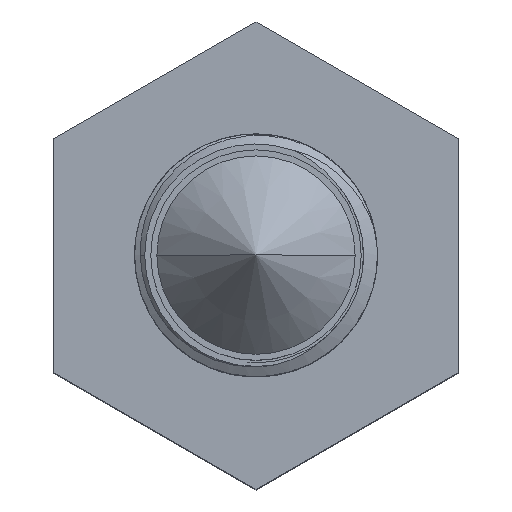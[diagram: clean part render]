
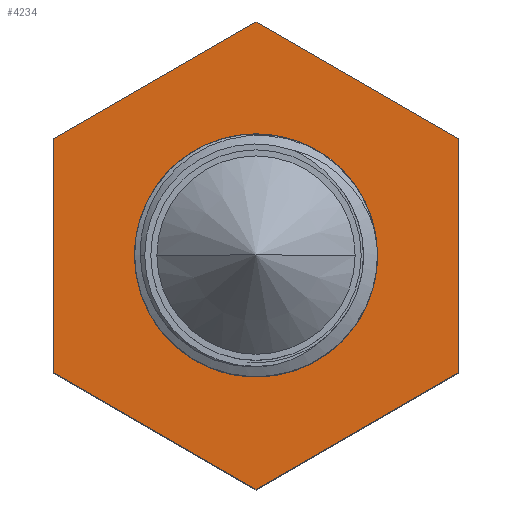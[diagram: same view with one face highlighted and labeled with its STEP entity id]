
A CAD part, top view. The second image highlights one B-rep face of the part: STEP entity #4234.
In plain terms, the highlighted planar face has unit normal (0, 0, 1).
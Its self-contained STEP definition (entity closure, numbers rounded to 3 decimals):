
#9 = VECTOR ( 'NONE', #358, 1000. ) ;
#82 = DIRECTION ( 'NONE',  ( 1., 0., 0. ) ) ;
#135 = CARTESIAN_POINT ( 'NONE',  ( 0., 0., 20. ) ) ;
#152 = CARTESIAN_POINT ( 'NONE',  ( 0., 11.547, 20. ) ) ;
#349 = VERTEX_POINT ( 'NONE', #780 ) ;
#358 = DIRECTION ( 'NONE',  ( 0.866, 0.5, 0. ) ) ;
#403 = FACE_OUTER_BOUND ( 'NONE', #4264, .T. ) ;
#408 = EDGE_CURVE ( 'NONE', #1853, #3950, #2166, .T. ) ;
#464 = CIRCLE ( 'NONE', #3988, 5.2 ) ;
#500 = AXIS2_PLACEMENT_3D ( 'NONE', #2533, #3847, #3558 ) ;
#509 = VERTEX_POINT ( 'NONE', #3013 ) ;
#597 = ORIENTED_EDGE ( 'NONE', *, *, #3243, .T. ) ;
#678 = LINE ( 'NONE', #2708, #4236 ) ;
#734 = CARTESIAN_POINT ( 'NONE',  ( 0., 0., 20. ) ) ;
#780 = CARTESIAN_POINT ( 'NONE',  ( 10., -5.774, 20. ) ) ;
#987 = EDGE_LOOP ( 'NONE', ( #1317, #3068 ) ) ;
#995 = EDGE_CURVE ( 'NONE', #349, #1853, #678, .T. ) ;
#1067 = DIRECTION ( 'NONE',  ( 0., 1., 0. ) ) ;
#1083 = EDGE_CURVE ( 'NONE', #1339, #349, #1794, .T. ) ;
#1191 = ORIENTED_EDGE ( 'NONE', *, *, #408, .T. ) ;
#1240 = ORIENTED_EDGE ( 'NONE', *, *, #2715, .T. ) ;
#1262 = VECTOR ( 'NONE', #4038, 1000. ) ;
#1317 = ORIENTED_EDGE ( 'NONE', *, *, #3467, .F. ) ;
#1339 = VERTEX_POINT ( 'NONE', #3966 ) ;
#1390 = VERTEX_POINT ( 'NONE', #2498 ) ;
#1418 = VERTEX_POINT ( 'NONE', #1486 ) ;
#1456 = FACE_BOUND ( 'NONE', #987, .T. ) ;
#1486 = CARTESIAN_POINT ( 'NONE',  ( -5.2, 0., 20. ) ) ;
#1533 = DIRECTION ( 'NONE',  ( 0.866, -0.5, 0. ) ) ;
#1794 = LINE ( 'NONE', #2037, #9 ) ;
#1850 = DIRECTION ( 'NONE',  ( 0., -1., 0. ) ) ;
#1853 = VERTEX_POINT ( 'NONE', #3878 ) ;
#1854 = CARTESIAN_POINT ( 'NONE',  ( -10., -5.774, 20. ) ) ;
#2037 = CARTESIAN_POINT ( 'NONE',  ( 0., -11.547, 20. ) ) ;
#2045 = CARTESIAN_POINT ( 'NONE',  ( 10., 5.774, 20. ) ) ;
#2142 = DIRECTION ( 'NONE',  ( -0.866, -0.5, 0. ) ) ;
#2166 = LINE ( 'NONE', #2045, #1262 ) ;
#2411 = CARTESIAN_POINT ( 'NONE',  ( 0., 11.547, 20. ) ) ;
#2498 = CARTESIAN_POINT ( 'NONE',  ( -10., 5.774, 20. ) ) ;
#2533 = CARTESIAN_POINT ( 'NONE',  ( 0., 0., 20. ) ) ;
#2580 = EDGE_CURVE ( 'NONE', #1390, #3952, #3469, .T. ) ;
#2614 = ORIENTED_EDGE ( 'NONE', *, *, #1083, .T. ) ;
#2708 = CARTESIAN_POINT ( 'NONE',  ( 10., -5.774, 20. ) ) ;
#2715 = EDGE_CURVE ( 'NONE', #3952, #1339, #3943, .T. ) ;
#2748 = PLANE ( 'NONE',  #3045 ) ;
#2920 = CARTESIAN_POINT ( 'NONE',  ( -10., -5.774, 20. ) ) ;
#3013 = CARTESIAN_POINT ( 'NONE',  ( 5.2, 0., 20. ) ) ;
#3045 = AXIS2_PLACEMENT_3D ( 'NONE', #734, #3737, #82 ) ;
#3068 = ORIENTED_EDGE ( 'NONE', *, *, #3766, .F. ) ;
#3159 = DIRECTION ( 'NONE',  ( 0., 0., 1. ) ) ;
#3243 = EDGE_CURVE ( 'NONE', #3950, #1390, #4270, .T. ) ;
#3335 = VECTOR ( 'NONE', #2142, 1000. ) ;
#3429 = DIRECTION ( 'NONE',  ( 1., 0., 0. ) ) ;
#3440 = ORIENTED_EDGE ( 'NONE', *, *, #2580, .T. ) ;
#3467 = EDGE_CURVE ( 'NONE', #1418, #509, #4116, .T. ) ;
#3469 = LINE ( 'NONE', #3834, #4085 ) ;
#3558 = DIRECTION ( 'NONE',  ( 1., 0., 0. ) ) ;
#3737 = DIRECTION ( 'NONE',  ( 0., 0., 1. ) ) ;
#3766 = EDGE_CURVE ( 'NONE', #509, #1418, #464, .T. ) ;
#3834 = CARTESIAN_POINT ( 'NONE',  ( -10., 5.774, 20. ) ) ;
#3847 = DIRECTION ( 'NONE',  ( 0., 0., 1. ) ) ;
#3878 = CARTESIAN_POINT ( 'NONE',  ( 10., 5.774, 20. ) ) ;
#3943 = LINE ( 'NONE', #2920, #4047 ) ;
#3950 = VERTEX_POINT ( 'NONE', #2411 ) ;
#3952 = VERTEX_POINT ( 'NONE', #1854 ) ;
#3964 = ORIENTED_EDGE ( 'NONE', *, *, #995, .T. ) ;
#3966 = CARTESIAN_POINT ( 'NONE',  ( 0., -11.547, 20. ) ) ;
#3988 = AXIS2_PLACEMENT_3D ( 'NONE', #135, #3159, #3429 ) ;
#4038 = DIRECTION ( 'NONE',  ( -0.866, 0.5, 0. ) ) ;
#4047 = VECTOR ( 'NONE', #1533, 1000. ) ;
#4085 = VECTOR ( 'NONE', #1850, 1000. ) ;
#4116 = CIRCLE ( 'NONE', #500, 5.2 ) ;
#4234 = ADVANCED_FACE ( 'NONE', ( #403, #1456 ), #2748, .T. ) ;
#4236 = VECTOR ( 'NONE', #1067, 1000. ) ;
#4264 = EDGE_LOOP ( 'NONE', ( #1240, #2614, #3964, #1191, #597, #3440 ) ) ;
#4270 = LINE ( 'NONE', #152, #3335 ) ;
